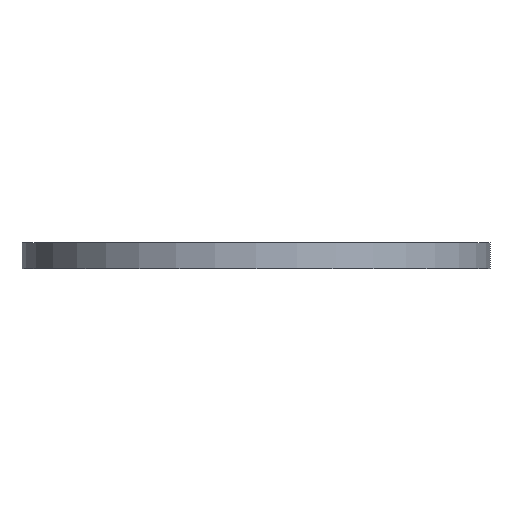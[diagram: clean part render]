
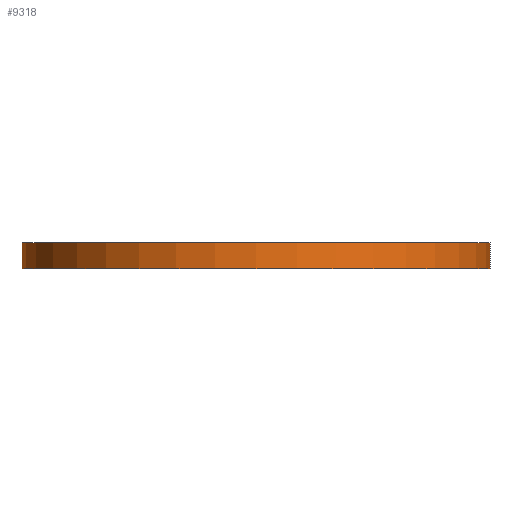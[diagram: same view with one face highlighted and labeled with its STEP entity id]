
A CAD part, front view. The second image highlights one B-rep face of the part: STEP entity #9318.
In plain terms, the highlighted cylindrical face has radius 45 mm (diameter 90 mm), a partial arc.
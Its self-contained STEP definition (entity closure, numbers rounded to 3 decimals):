
#6=CARTESIAN_POINT('',(0.,0.,0.));
#7=DIRECTION('',(0.,0.,1.));
#8=DIRECTION('',(-1.,0.,0.));
#9=AXIS2_PLACEMENT_3D('',#6,#7,#8);
#2291=DIRECTION('',(0.,0.,1.));
#2292=VECTOR('',#2291,5.);
#2293=CARTESIAN_POINT('',(45.,0.,0.));
#2294=LINE('',#2293,#2292);
#2295=DIRECTION('',(0.,0.,1.));
#2296=VECTOR('',#2295,5.);
#2297=CARTESIAN_POINT('',(-45.,0.,0.));
#2298=LINE('',#2297,#2296);
#2304=CARTESIAN_POINT('',(0.,0.,5.));
#2305=DIRECTION('',(0.,0.,1.));
#2306=DIRECTION('',(-1.,0.,0.));
#2307=AXIS2_PLACEMENT_3D('',#2304,#2305,#2306);
#6509=CARTESIAN_POINT('',(45.,0.,0.));
#6510=CARTESIAN_POINT('',(-45.,0.,0.));
#6511=VERTEX_POINT('',#6509);
#6512=VERTEX_POINT('',#6510);
#6513=CARTESIAN_POINT('',(45.,0.,5.));
#6514=CARTESIAN_POINT('',(-45.,0.,5.));
#6515=VERTEX_POINT('',#6513);
#6516=VERTEX_POINT('',#6514);
#9306=CARTESIAN_POINT('',(0.,0.,0.));
#9307=DIRECTION('',(0.,0.,1.));
#9308=DIRECTION('',(1.,0.,0.));
#9309=AXIS2_PLACEMENT_3D('',#9306,#9307,#9308);
#9310=CYLINDRICAL_SURFACE('',#9309,45.);
#9311=ORIENTED_EDGE('',*,*,#8324,.F.);
#9312=ORIENTED_EDGE('',*,*,#9301,.T.);
#9314=ORIENTED_EDGE('',*,*,#9313,.T.);
#9315=ORIENTED_EDGE('',*,*,#9297,.F.);
#9316=EDGE_LOOP('',(#9311,#9312,#9314,#9315));
#9317=FACE_OUTER_BOUND('',#9316,.F.);
#9318=ADVANCED_FACE('',(#9317),#9310,.T.);
#10=CIRCLE('',#9,45.);
#2308=CIRCLE('',#2307,45.);
#8324=EDGE_CURVE('',#6512,#6511,#10,.T.);
#9297=EDGE_CURVE('',#6511,#6515,#2294,.T.);
#9301=EDGE_CURVE('',#6512,#6516,#2298,.T.);
#9313=EDGE_CURVE('',#6516,#6515,#2308,.T.);
